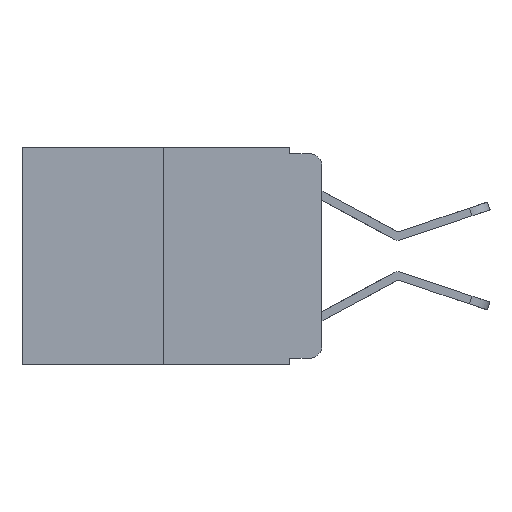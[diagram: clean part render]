
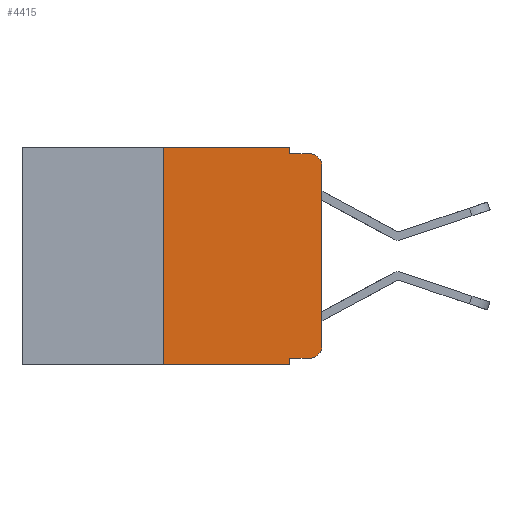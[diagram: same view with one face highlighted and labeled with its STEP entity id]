
A CAD part, left-side view. The second image highlights one B-rep face of the part: STEP entity #4415.
In plain terms, the highlighted planar face has unit normal (-1, 0, 0).
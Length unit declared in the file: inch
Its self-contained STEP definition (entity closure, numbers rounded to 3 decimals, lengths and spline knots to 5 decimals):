
#35 = CARTESIAN_POINT ( 'NONE',  ( 0., 0.051, -0.333 ) ) ;
#114 = VECTOR ( 'NONE', #10271, 39.37008 ) ;
#211 = CARTESIAN_POINT ( 'NONE',  ( 0., 0., 0. ) ) ;
#248 = LINE ( 'NONE', #9982, #10725 ) ;
#252 = EDGE_CURVE ( 'NONE', #378, #7457, #6784, .T. ) ;
#291 = DIRECTION ( 'NONE',  ( 0., -1., 0. ) ) ;
#298 = VERTEX_POINT ( 'NONE', #6982 ) ;
#318 = AXIS2_PLACEMENT_3D ( 'NONE', #8963, #8082, #1978 ) ;
#368 = DIRECTION ( 'NONE',  ( 0., -1., 0. ) ) ;
#378 = VERTEX_POINT ( 'NONE', #4593 ) ;
#431 = ORIENTED_EDGE ( 'NONE', *, *, #5683, .T. ) ;
#659 = VERTEX_POINT ( 'NONE', #35 ) ;
#963 = CARTESIAN_POINT ( 'NONE',  ( 0., 0., -0.313 ) ) ;
#1306 = ORIENTED_EDGE ( 'NONE', *, *, #6831, .F. ) ;
#1326 = VERTEX_POINT ( 'NONE', #6778 ) ;
#1355 = LINE ( 'NONE', #9231, #9479 ) ;
#1457 = LINE ( 'NONE', #11131, #4419 ) ;
#1631 = DIRECTION ( 'NONE',  ( 0., 0., -1. ) ) ;
#1758 = DIRECTION ( 'NONE',  ( 0., 0., -1. ) ) ;
#1978 = DIRECTION ( 'NONE',  ( 0., 0., -1. ) ) ;
#2422 = EDGE_CURVE ( 'NONE', #10798, #8219, #248, .T. ) ;
#2569 = FACE_OUTER_BOUND ( 'NONE', #5298, .T. ) ;
#2595 = ORIENTED_EDGE ( 'NONE', *, *, #2920, .T. ) ;
#2674 = EDGE_CURVE ( 'NONE', #1326, #298, #11138, .T. ) ;
#2698 = VECTOR ( 'NONE', #291, 39.37008 ) ;
#2920 = EDGE_CURVE ( 'NONE', #659, #378, #10899, .T. ) ;
#3216 = DIRECTION ( 'NONE',  ( 0., -1., 0. ) ) ;
#3379 = CARTESIAN_POINT ( 'NONE',  ( 0., 0.25, 0. ) ) ;
#3424 = ORIENTED_EDGE ( 'NONE', *, *, #2674, .T. ) ;
#3798 = CARTESIAN_POINT ( 'NONE',  ( 0., 0.051, 0. ) ) ;
#4081 = DIRECTION ( 'NONE',  ( 0., 0., 1. ) ) ;
#4206 = VERTEX_POINT ( 'NONE', #4904 ) ;
#4415 = ADVANCED_FACE ( 'NONE', ( #2569 ), #9739, .F. ) ;
#4419 = VECTOR ( 'NONE', #3216, 39.37008 ) ;
#4593 = CARTESIAN_POINT ( 'NONE',  ( 0., 0.02, -0.333 ) ) ;
#4643 = VECTOR ( 'NONE', #7265, 39.37008 ) ;
#4898 = VERTEX_POINT ( 'NONE', #3798 ) ;
#4904 = CARTESIAN_POINT ( 'NONE',  ( 0., 0., -0.03 ) ) ;
#5190 = DIRECTION ( 'NONE',  ( 0., 0., -1. ) ) ;
#5197 = CARTESIAN_POINT ( 'NONE',  ( 0., 0.02, -0.01 ) ) ;
#5298 = EDGE_LOOP ( 'NONE', ( #431, #5913, #7650, #10370, #11279, #1306, #3424, #11088, #2595, #10875 ) ) ;
#5332 = LINE ( 'NONE', #9642, #11284 ) ;
#5363 = CARTESIAN_POINT ( 'NONE',  ( 0., 0.02, -0.313 ) ) ;
#5683 = EDGE_CURVE ( 'NONE', #7457, #4206, #7207, .T. ) ;
#5803 = EDGE_CURVE ( 'NONE', #4898, #10798, #1355, .T. ) ;
#5913 = ORIENTED_EDGE ( 'NONE', *, *, #10735, .T. ) ;
#5924 = CIRCLE ( 'NONE', #318, 0.02 ) ;
#6011 = VERTEX_POINT ( 'NONE', #7652 ) ;
#6399 = AXIS2_PLACEMENT_3D ( 'NONE', #5363, #9551, #5190 ) ;
#6447 = AXIS2_PLACEMENT_3D ( 'NONE', #7913, #9845, #1631 ) ;
#6725 = CARTESIAN_POINT ( 'NONE',  ( 0., 0.473, -0.343 ) ) ;
#6778 = CARTESIAN_POINT ( 'NONE',  ( 0., 0.25, -0.343 ) ) ;
#6784 = CIRCLE ( 'NONE', #6399, 0.02 ) ;
#6831 = EDGE_CURVE ( 'NONE', #1326, #6011, #8554, .T. ) ;
#6982 = CARTESIAN_POINT ( 'NONE',  ( 0., 0.051, -0.343 ) ) ;
#7207 = LINE ( 'NONE', #211, #4643 ) ;
#7229 = CARTESIAN_POINT ( 'NONE',  ( 0., 0.051, -0.01 ) ) ;
#7265 = DIRECTION ( 'NONE',  ( 0., 0., 1. ) ) ;
#7346 = CARTESIAN_POINT ( 'NONE',  ( 0., 0.051, -0.333 ) ) ;
#7457 = VERTEX_POINT ( 'NONE', #963 ) ;
#7650 = ORIENTED_EDGE ( 'NONE', *, *, #2422, .F. ) ;
#7652 = CARTESIAN_POINT ( 'NONE',  ( 0., 0.25, 0. ) ) ;
#7913 = CARTESIAN_POINT ( 'NONE',  ( 0., 0.473, 0. ) ) ;
#8082 = DIRECTION ( 'NONE',  ( -1., 0., 0. ) ) ;
#8219 = VERTEX_POINT ( 'NONE', #5197 ) ;
#8544 = VECTOR ( 'NONE', #4081, 39.37008 ) ;
#8554 = LINE ( 'NONE', #3379, #8544 ) ;
#8963 = CARTESIAN_POINT ( 'NONE',  ( 0., 0.02, -0.03 ) ) ;
#9231 = CARTESIAN_POINT ( 'NONE',  ( 0., 0.051, 0. ) ) ;
#9340 = DIRECTION ( 'NONE',  ( 0., 0., -1. ) ) ;
#9479 = VECTOR ( 'NONE', #9340, 39.37008 ) ;
#9551 = DIRECTION ( 'NONE',  ( -1., 0., 0. ) ) ;
#9642 = CARTESIAN_POINT ( 'NONE',  ( 0., 0.051, 0. ) ) ;
#9739 = PLANE ( 'NONE',  #6447 ) ;
#9845 = DIRECTION ( 'NONE',  ( 1., 0., 0. ) ) ;
#9982 = CARTESIAN_POINT ( 'NONE',  ( 0., 0.051, -0.01 ) ) ;
#10241 = EDGE_CURVE ( 'NONE', #659, #298, #5332, .T. ) ;
#10271 = DIRECTION ( 'NONE',  ( 0., -1., 0. ) ) ;
#10370 = ORIENTED_EDGE ( 'NONE', *, *, #5803, .F. ) ;
#10442 = EDGE_CURVE ( 'NONE', #6011, #4898, #1457, .T. ) ;
#10725 = VECTOR ( 'NONE', #368, 39.37008 ) ;
#10735 = EDGE_CURVE ( 'NONE', #4206, #8219, #5924, .T. ) ;
#10798 = VERTEX_POINT ( 'NONE', #7229 ) ;
#10875 = ORIENTED_EDGE ( 'NONE', *, *, #252, .T. ) ;
#10899 = LINE ( 'NONE', #7346, #2698 ) ;
#11088 = ORIENTED_EDGE ( 'NONE', *, *, #10241, .F. ) ;
#11131 = CARTESIAN_POINT ( 'NONE',  ( 0., 0.473, 0. ) ) ;
#11138 = LINE ( 'NONE', #6725, #114 ) ;
#11279 = ORIENTED_EDGE ( 'NONE', *, *, #10442, .F. ) ;
#11284 = VECTOR ( 'NONE', #1758, 39.37008 ) ;
